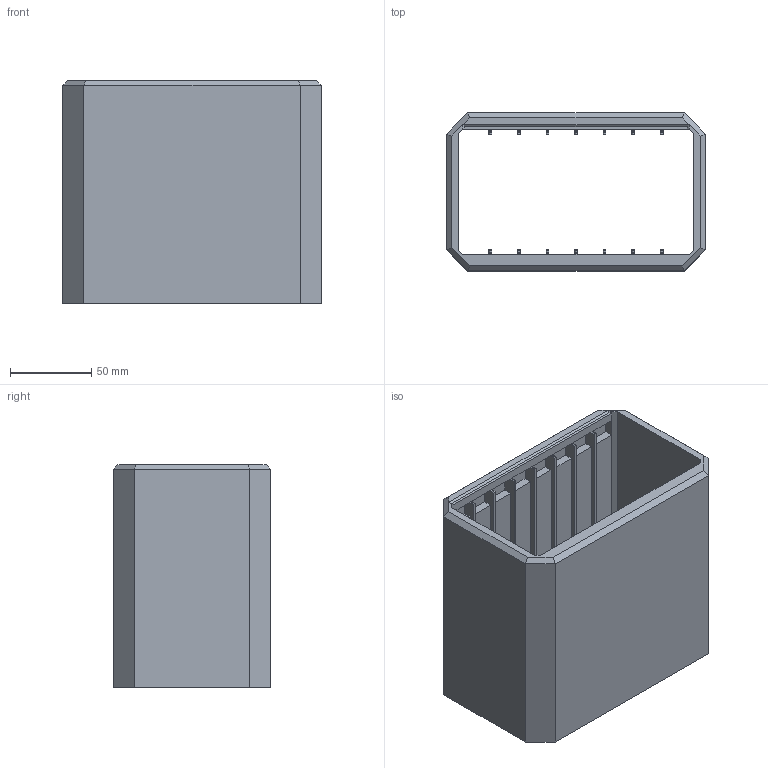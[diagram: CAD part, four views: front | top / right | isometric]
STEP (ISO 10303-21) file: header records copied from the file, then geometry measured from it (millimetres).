
FILE_DESCRIPTION (( 'STEP AP214' ), '1' );
FILE_NAME ('body.STEP', '2024-05-20T04:01:42', ( '' ), ( '' ), 'SwSTEP 2.0', 'SolidWorks 2023', '' );
FILE_SCHEMA (( 'AUTOMOTIVE_DESIGN' ));
Length unit declared in the file: millimetre
Products named in the file (1): body
Bounding box: 159 x 97 x 137 mm (x, y, z)
Volume: 546982.7 mm3; surface area: 144750.8 mm2
Topology: 1 solids, 1 shells, 188 faces, 484 edges, 312 vertices
Faces by surface type: plane 172, cylinder 16
Entity records: 5611 total; most frequent: CARTESIAN_POINT 985, ORIENTED_EDGE 968, DIRECTION 894, EDGE_CURVE 484, LINE 452, VECTOR 452, VERTEX_POINT 312, AXIS2_PLACEMENT_3D 221
